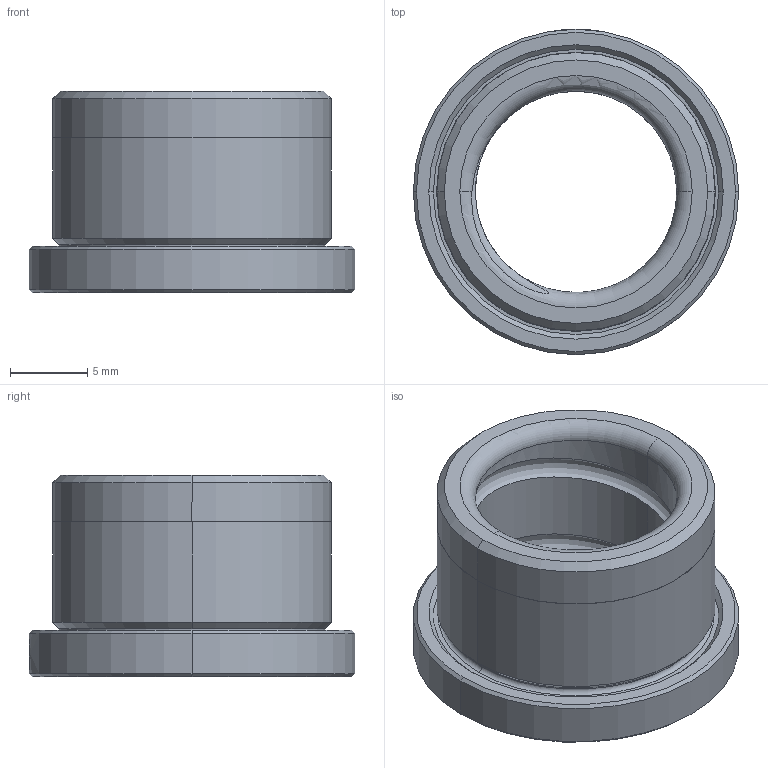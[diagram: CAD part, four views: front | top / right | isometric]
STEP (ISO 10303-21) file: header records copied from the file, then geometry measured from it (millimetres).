
FILE_DESCRIPTION (( 'STEP AP214' ), '1' );
FILE_NAME ('GBHV-D18-d13-L13.step', '2021-09-11T10:26:14', ( 'User' ), ( 'china' ), 'SwSTEP 2.0', 'SolidWorks 2016', '' );
FILE_SCHEMA (( 'AUTOMOTIVE_DESIGN' ));
Length unit declared in the file: millimetre
Products named in the file (1): GBHV-D18-d13-L13
Bounding box: 21 x 21 x 13 mm (x, y, z)
Volume: 1760.6 mm3; surface area: 1766.8 mm2
Topology: 1 solids, 1 shells, 58 faces, 136 edges, 85 vertices
Faces by surface type: cylinder 26, plane 13, cone 10, torus 7, bspline 2
Entity records: 3133 total; most frequent: CARTESIAN_POINT 1819, ORIENTED_EDGE 272, DIRECTION 261, EDGE_CURVE 136, AXIS2_PLACEMENT_3D 106, VERTEX_POINT 85, EDGE_LOOP 65, ADVANCED_FACE 58
